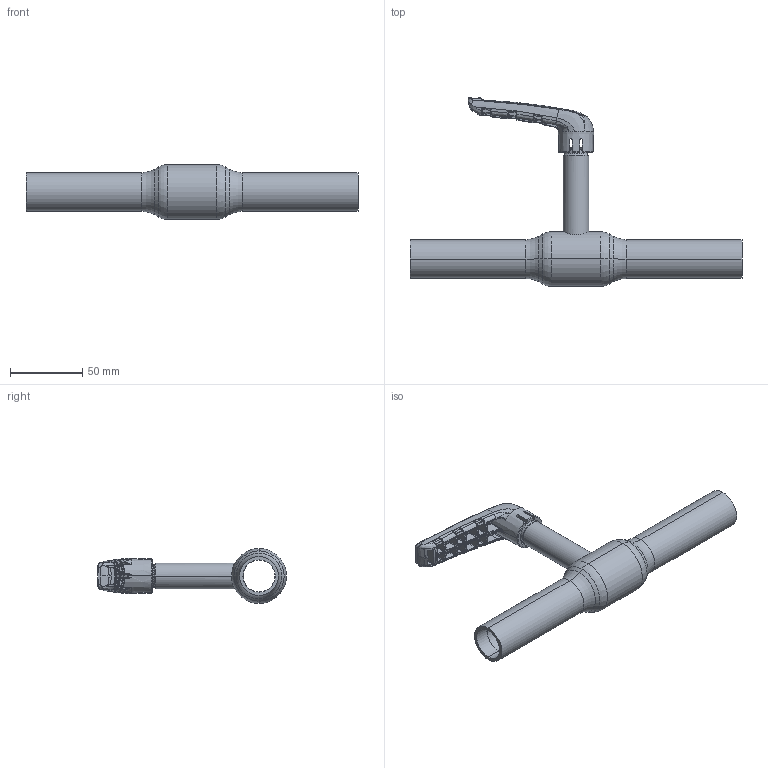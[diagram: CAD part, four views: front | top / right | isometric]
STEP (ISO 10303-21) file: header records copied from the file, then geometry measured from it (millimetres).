
FILE_DESCRIPTION (( 'STEP AP214' ), '1' );
FILE_NAME ('1020003001-2101.STEP', '2023-09-12T09:28:45', ( '' ), ( '' ), 'SwSTEP 2.0', 'SolidWorks 2021', '' );
FILE_SCHEMA (( 'AUTOMOTIVE_DESIGN' ));
Length unit declared in the file: millimetre
Products named in the file (1): 1020003001-2101
Bounding box: 230 x 130.88 x 38 mm (x, y, z)
Surface area: 45782.2 mm2 (no closed solid volume)
Topology: 0 solids, 5 shells, 683 faces, 2198 edges, 1395 vertices
Faces by surface type: bspline 566, plane 49, cylinder 30, cone 19, torus 17, sphere 2
Entity records: 61500 total; most frequent: CARTESIAN_POINT 40303, ORIENTED_EDGE 3519, EDGE_CURVE 2172, B_SPLINE_CURVE_WITH_KNOTS 1562, VERTEX_POINT 1391, DIRECTION 1309, EDGE_LOOP 703, UNCERTAINTY_MEASURE_WITH_UNIT 685
